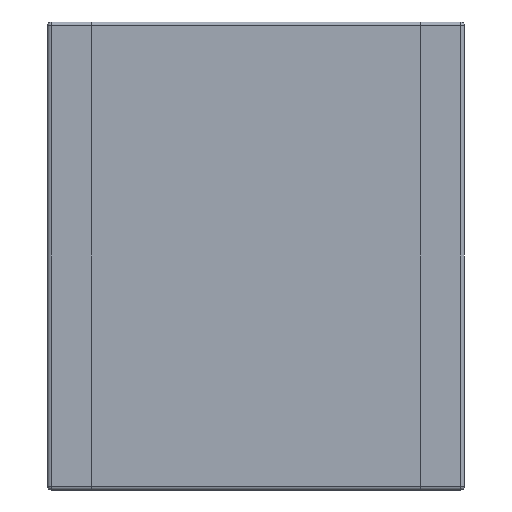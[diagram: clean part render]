
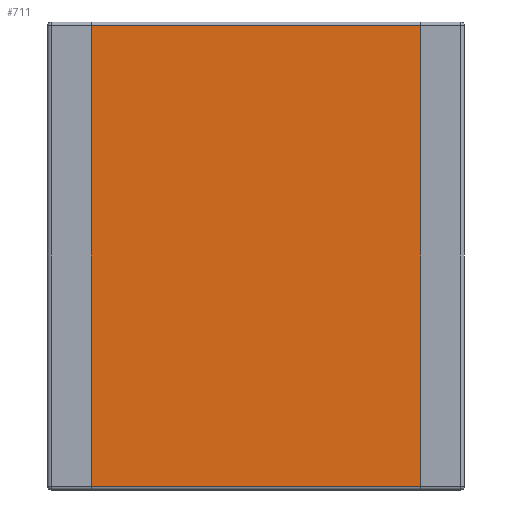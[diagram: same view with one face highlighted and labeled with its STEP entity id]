
A CAD part, front view. The second image highlights one B-rep face of the part: STEP entity #711.
In plain terms, the highlighted planar face has unit normal (0, -1, 0).
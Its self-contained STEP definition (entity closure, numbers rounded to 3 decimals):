
#498 = EDGE_CURVE ( 'NONE', #583, #658, #932, .T. ) ;
#524 = EDGE_CURVE ( 'NONE', #531, #658, #1009, .T. ) ;
#525 = ORIENTED_EDGE ( 'NONE', *, *, #498, .T. ) ;
#527 = ORIENTED_EDGE ( 'NONE', *, *, #585, .F. ) ;
#531 = VERTEX_POINT ( 'NONE', #1001 ) ;
#583 = VERTEX_POINT ( 'NONE', #1168 ) ;
#585 = EDGE_CURVE ( 'NONE', #583, #586, #1214, .T. ) ;
#586 = VERTEX_POINT ( 'NONE', #1210 ) ;
#658 = VERTEX_POINT ( 'NONE', #1430 ) ;
#711 = ADVANCED_FACE ( 'NONE', ( #1626 ), #1673, .T. ) ;
#712 = EDGE_LOOP ( 'NONE', ( #713, #714, #527, #525 ) ) ;
#713 = ORIENTED_EDGE ( 'NONE', *, *, #524, .F. ) ;
#714 = ORIENTED_EDGE ( 'NONE', *, *, #715, .T. ) ;
#715 = EDGE_CURVE ( 'NONE', #531, #586, #1668, .T. ) ;
#929 = DIRECTION ( 'NONE',  ( -1., 0., 0. ) ) ;
#930 = VECTOR ( 'NONE', #929, 1000. ) ;
#931 = CARTESIAN_POINT ( 'NONE',  ( -2.85, 0., 3.15 ) ) ;
#932 = LINE ( 'NONE', #931, #930 ) ;
#1001 = CARTESIAN_POINT ( 'NONE',  ( -2.25, 0., -3.15 ) ) ;
#1006 = DIRECTION ( 'NONE',  ( 0., 0., 1. ) ) ;
#1007 = VECTOR ( 'NONE', #1006, 1000. ) ;
#1008 = CARTESIAN_POINT ( 'NONE',  ( -2.25, 0., -3.2 ) ) ;
#1009 = LINE ( 'NONE', #1008, #1007 ) ;
#1168 = CARTESIAN_POINT ( 'NONE',  ( 2.25, 0., 3.15 ) ) ;
#1210 = CARTESIAN_POINT ( 'NONE',  ( 2.25, 0., -3.15 ) ) ;
#1211 = DIRECTION ( 'NONE',  ( 0., 0., -1. ) ) ;
#1212 = VECTOR ( 'NONE', #1211, 1000. ) ;
#1213 = CARTESIAN_POINT ( 'NONE',  ( 2.25, 0., -3.2 ) ) ;
#1214 = LINE ( 'NONE', #1213, #1212 ) ;
#1430 = CARTESIAN_POINT ( 'NONE',  ( -2.25, 0., 3.15 ) ) ;
#1626 = FACE_OUTER_BOUND ( 'NONE', #712, .T. ) ;
#1665 = DIRECTION ( 'NONE',  ( 1., 0., 0. ) ) ;
#1666 = VECTOR ( 'NONE', #1665, 1000. ) ;
#1667 = CARTESIAN_POINT ( 'NONE',  ( 2.85, 0., -3.15 ) ) ;
#1668 = LINE ( 'NONE', #1667, #1666 ) ;
#1669 = DIRECTION ( 'NONE',  ( 0., 0., -1. ) ) ;
#1670 = DIRECTION ( 'NONE',  ( 0., -1., 0. ) ) ;
#1671 = CARTESIAN_POINT ( 'NONE',  ( 2.85, 0., -3.2 ) ) ;
#1672 = AXIS2_PLACEMENT_3D ( 'NONE', #1671, #1670, #1669 ) ;
#1673 = PLANE ( 'NONE',  #1672 ) ;
